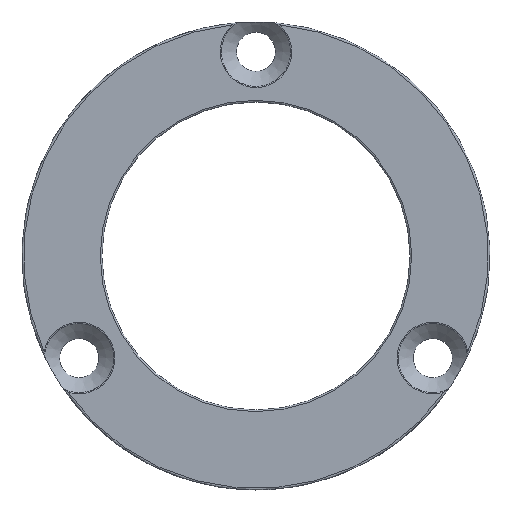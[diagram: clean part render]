
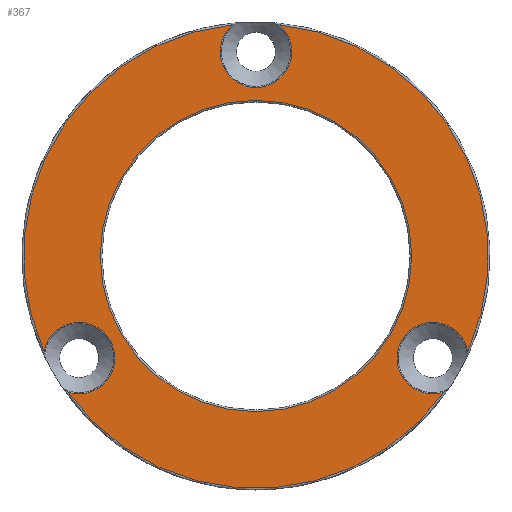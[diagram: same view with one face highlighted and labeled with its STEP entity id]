
A CAD part, top view. The second image highlights one B-rep face of the part: STEP entity #367.
In plain terms, the highlighted planar face has unit normal (0, 0, 1).
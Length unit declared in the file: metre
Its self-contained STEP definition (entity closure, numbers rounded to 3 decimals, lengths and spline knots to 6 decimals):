
#37=PLANE('',#404);
#64=ORIENTED_EDGE('',*,*,#156,.T.);
#65=ORIENTED_EDGE('',*,*,#157,.T.);
#66=ORIENTED_EDGE('',*,*,#158,.T.);
#67=ORIENTED_EDGE('',*,*,#159,.T.);
#68=ORIENTED_EDGE('',*,*,#160,.T.);
#69=ORIENTED_EDGE('',*,*,#161,.T.);
#70=ORIENTED_EDGE('',*,*,#162,.T.);
#156=EDGE_CURVE('',#202,#202,#236,.F.);
#157=EDGE_CURVE('',#203,#204,#237,.F.);
#158=EDGE_CURVE('',#204,#205,#238,.T.);
#159=EDGE_CURVE('',#205,#206,#239,.F.);
#160=EDGE_CURVE('',#206,#207,#240,.T.);
#161=EDGE_CURVE('',#207,#208,#241,.F.);
#162=EDGE_CURVE('',#208,#203,#242,.T.);
#202=VERTEX_POINT('',#604);
#203=VERTEX_POINT('',#606);
#204=VERTEX_POINT('',#607);
#205=VERTEX_POINT('',#609);
#206=VERTEX_POINT('',#611);
#207=VERTEX_POINT('',#613);
#208=VERTEX_POINT('',#615);
#236=CIRCLE('',#405,0.009681);
#237=CIRCLE('',#406,0.002221);
#238=CIRCLE('',#407,0.014455);
#239=CIRCLE('',#408,0.002221);
#240=CIRCLE('',#409,0.014455);
#241=CIRCLE('',#410,0.002221);
#242=CIRCLE('',#411,0.014455);
#265=EDGE_LOOP('',(#64));
#266=EDGE_LOOP('',(#65,#66,#67,#68,#69,#70));
#314=FACE_BOUND('',#265,.T.);
#315=FACE_BOUND('',#266,.T.);
#367=ADVANCED_FACE('',(#314,#315),#37,.T.);
#404=AXIS2_PLACEMENT_3D('',#602,#471,#472);
#405=AXIS2_PLACEMENT_3D('',#603,#473,#474);
#406=AXIS2_PLACEMENT_3D('',#605,#475,#476);
#407=AXIS2_PLACEMENT_3D('',#608,#477,#478);
#408=AXIS2_PLACEMENT_3D('',#610,#479,#480);
#409=AXIS2_PLACEMENT_3D('',#612,#481,#482);
#410=AXIS2_PLACEMENT_3D('',#614,#483,#484);
#411=AXIS2_PLACEMENT_3D('',#616,#485,#486);
#471=DIRECTION('',(0.,0.,1.));
#472=DIRECTION('',(1.,0.,0.));
#473=DIRECTION('',(0.,0.,1.));
#474=DIRECTION('',(1.,0.,0.));
#475=DIRECTION('',(0.,0.,1.));
#476=DIRECTION('',(1.,0.,0.));
#477=DIRECTION('',(0.,0.,1.));
#478=DIRECTION('',(1.,0.,0.));
#479=DIRECTION('',(0.,0.,1.));
#480=DIRECTION('',(1.,0.,0.));
#481=DIRECTION('',(0.,0.,1.));
#482=DIRECTION('',(1.,0.,0.));
#483=DIRECTION('',(0.,0.,1.));
#484=DIRECTION('',(1.,0.,0.));
#485=DIRECTION('',(0.,0.,1.));
#486=DIRECTION('',(1.,0.,0.));
#602=CARTESIAN_POINT('',(0.,0.,0.001791));
#603=CARTESIAN_POINT('',(0.,0.,0.001791));
#604=CARTESIAN_POINT('',(0.009681,0.,0.001791));
#605=CARTESIAN_POINT('',(0.010999,-0.00635,0.001791));
#606=CARTESIAN_POINT('',(0.011731,-0.008446,0.001791));
#607=CARTESIAN_POINT('',(0.01318,-0.005936,0.001791));
#608=CARTESIAN_POINT('',(0.,0.,0.001791));
#609=CARTESIAN_POINT('',(0.00145,0.014382,0.001791));
#610=CARTESIAN_POINT('',(0.,0.0127,0.001791));
#611=CARTESIAN_POINT('',(-0.00145,0.014382,0.001791));
#612=CARTESIAN_POINT('',(0.,0.,0.001791));
#613=CARTESIAN_POINT('',(-0.01318,-0.005936,0.001791));
#614=CARTESIAN_POINT('',(-0.010999,-0.00635,0.001791));
#615=CARTESIAN_POINT('',(-0.011731,-0.008446,0.001791));
#616=CARTESIAN_POINT('',(0.,0.,0.001791));
